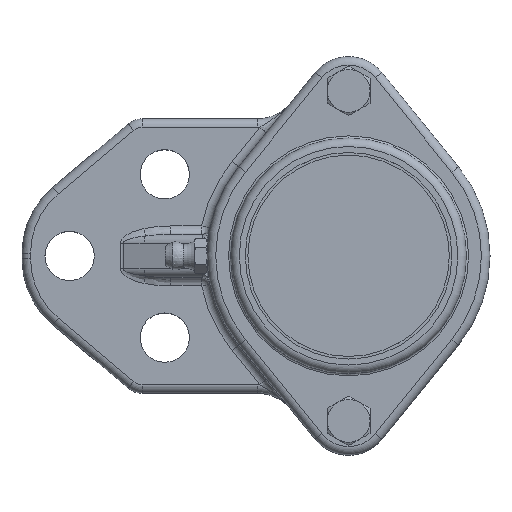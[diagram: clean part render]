
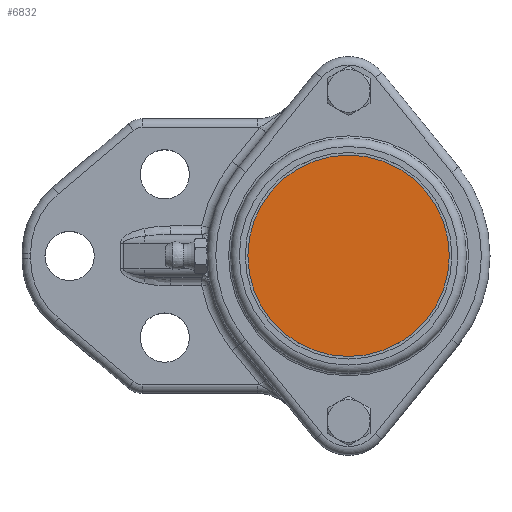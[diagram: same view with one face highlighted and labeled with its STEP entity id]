
A CAD part, top view. The second image highlights one B-rep face of the part: STEP entity #6832.
In plain terms, the highlighted planar face has unit normal (0, 0, 1).
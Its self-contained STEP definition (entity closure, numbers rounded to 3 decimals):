
#397=PLANE('',#7628);
#1618=FACE_OUTER_BOUND('',#2061,.T.);
#2061=EDGE_LOOP('',(#5837));
#2571=CIRCLE('',#7627,23.5);
#3175=VERTEX_POINT('',#12329);
#4096=EDGE_CURVE('',#3175,#3175,#2571,.T.);
#5837=ORIENTED_EDGE('',*,*,#4096,.F.);
#6832=ADVANCED_FACE('',(#1618),#397,.F.);
#7627=AXIS2_PLACEMENT_3D('',#12331,#9495,#9496);
#7628=AXIS2_PLACEMENT_3D('',#12332,#9497,#9498);
#9495=DIRECTION('center_axis',(0.,0.,
-1.));
#9496=DIRECTION('ref_axis',(-1.,0.,0.));
#9497=DIRECTION('center_axis',(0.,0.,
-1.));
#9498=DIRECTION('ref_axis',(-1.,0.,0.));
#12329=CARTESIAN_POINT('',(23.5,0.,50.7));
#12331=CARTESIAN_POINT('Origin',(0.,0.,
50.7));
#12332=CARTESIAN_POINT('Origin',(0.,0.,
50.7));
